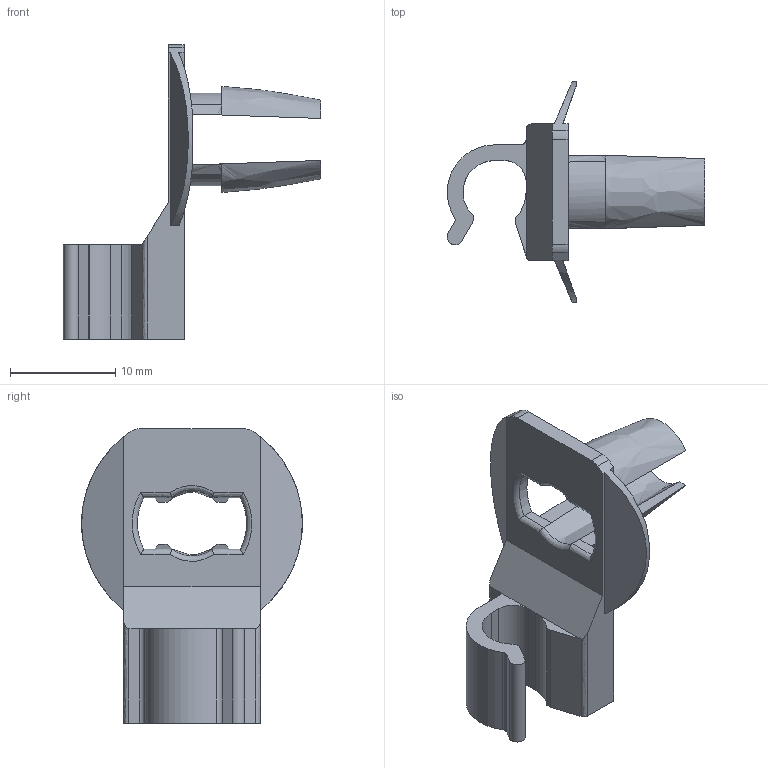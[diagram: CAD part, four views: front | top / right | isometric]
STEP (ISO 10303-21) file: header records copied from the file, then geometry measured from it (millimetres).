
FILE_DESCRIPTION((''),'2;1');
FILE_NAME('','2005-10-12T14:51:33',(''),(''),'','CADfix','');
FILE_SCHEMA(('AUTOMOTIVE_DESIGN'));
Length unit declared in the file: millimetre
Products named in the file (1): holder
Bounding box: 24.49 x 21 x 28 mm (x, y, z)
Volume: 1071 mm3; surface area: 1807.6 mm2
Topology: 1 solids, 1 shells, 80 faces, 216 edges, 138 vertices
Faces by surface type: bspline 80
Entity records: 2842 total; most frequent: CARTESIAN_POINT 1592, ORIENTED_EDGE 432, EDGE_CURVE 216, VERTEX_POINT 138, QUASI_UNIFORM_CURVE 122, EDGE_LOOP 82, FACE_OUTER_BOUND 80, ADVANCED_FACE 80
